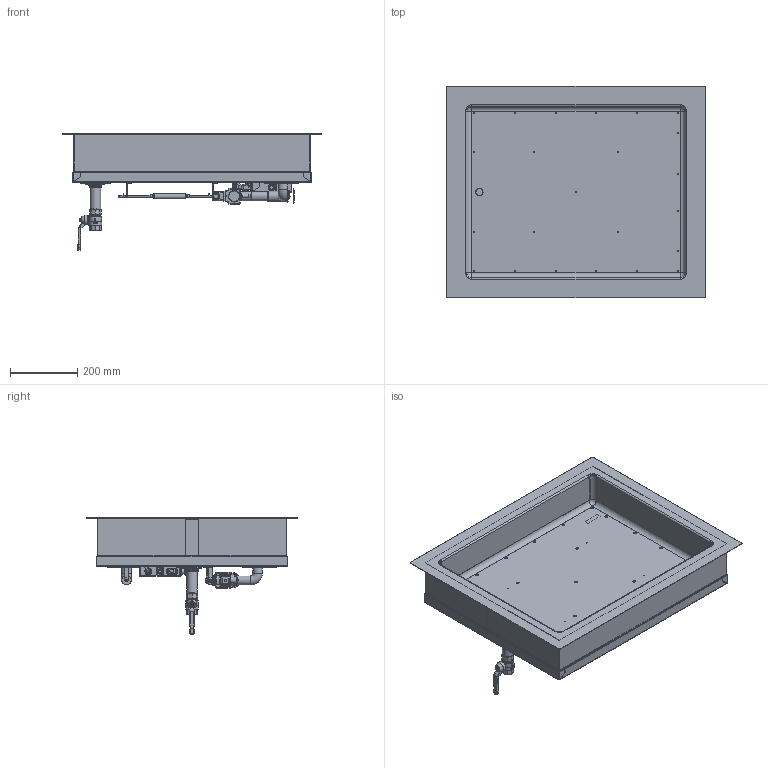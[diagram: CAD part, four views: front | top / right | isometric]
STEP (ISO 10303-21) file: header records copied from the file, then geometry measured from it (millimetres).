
FILE_DESCRIPTION(/* description */ ('This is a sample STEP configuration'),/* implementation_level */ '2;1');
FILE_NAME(/* name */ '14260000_A.stp',/* time_stamp */ '2021-05-27T15:08:32+02:00',/* author */ ('powerJobs'),/* organization */ ('coolOrange'),/* preprocessor_version */ 'ST-DEVELOPER v18.1',/* originating_system */ 'Autodesk Inventor 2021',/* authorisation */ '');
FILE_SCHEMA (('AUTOMOTIVE_DESIGN { 1 0 10303 214 3 1 1 }'));
Products named in the file (1): ENG-00003432
Bounding box: 770 x 630 x 346.47 mm (x, y, z)
Volume: 23073284.2 mm3; surface area: 2549779.4 mm2
Topology: 2 solids, 126 shells, 4546 faces, 12229 edges, 7989 vertices
Faces by surface type: plane 2621, cylinder 1060, cone 381, bspline 291, torus 165, sphere 28
Full cylindrical faces by diameter (mm): 2.3 x15, 2.459 x4, 2.5 x8, 3 x23, 3.242 x4, 4 x15, 4.134 x5, 4.2 x4, 5 x54, 5.2 x1, 5.5 x6, 6 x12, 6.2 x2, 6.5 x6, 7 x3, 8 x7, 8.2 x2, 9.35 x2, 9.5 x7, 11 x3, 12 x2, 12.2 x1, 12.5 x5, 14 x1, 14.16 x3, 15 x1, 16 x3, 16.5 x1, 18 x4, 19.6 x2
Entity records: 165546 total; most frequent: CARTESIAN_POINT 47669, ORIENTED_EDGE 24396, DIRECTION 22832, EDGE_CURVE 12198, VERTEX_POINT 7989, AXIS2_PLACEMENT_3D 7899, LINE 7034, VECTOR 7034
